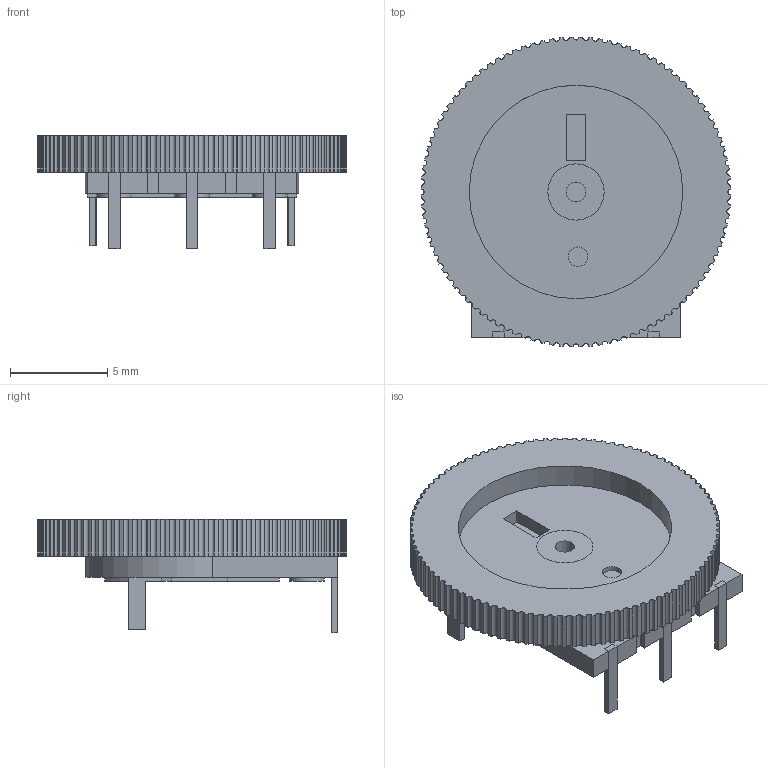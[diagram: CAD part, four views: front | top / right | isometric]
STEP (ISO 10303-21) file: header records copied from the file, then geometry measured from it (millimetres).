
FILE_DESCRIPTION(/* description */ ('STEP AP214'),/* implementation_level */ '2;1');
FILE_NAME(/* name */ '604f97d76ff1381586ac82d4',/* time_stamp */ '2021-03-15T17:22:33+00:00',/* author */ (''),/* organization */ (''),/* preprocessor_version */ 'ST-DEVELOPER v18.1',/* originating_system */ ' ',/* authorisation */ ' ');
FILE_SCHEMA (('AUTOMOTIVE_DESIGN {1 0 10303 214 3 1 1}'));
Length unit declared in the file: metre
Products named in the file (15): B103 volume potentiometer v3; Board; Wheel
Assembly tree (14 placements, depth 2):
  B103 volume potentiometer v3
    Board
    Board
    Board
    Board
    Wheel
    Board
    Board
    Board
    Board
    Board
    Board
    Wheel
    Board
    Board
Bounding box: 15.95 x 15.95 x 5.85 mm (x, y, z)
Volume: 417 mm3; surface area: 1101.8 mm2
Topology: 14 solids, 14 shells, 406 faces, 1130 edges, 752 vertices
Faces by surface type: cylinder 256, plane 112, bspline 38
Full cylindrical faces by diameter (mm): 1 x6, 1.8 x3, 2.9 x2, 11 x1
Entity records: 14136 total; most frequent: CARTESIAN_POINT 3160, DIRECTION 2279, ORIENTED_EDGE 2236, EDGE_CURVE 1118, AXIS2_PLACEMENT_3D 895, VERTEX_POINT 752, CIRCLE 512, LINE 489
